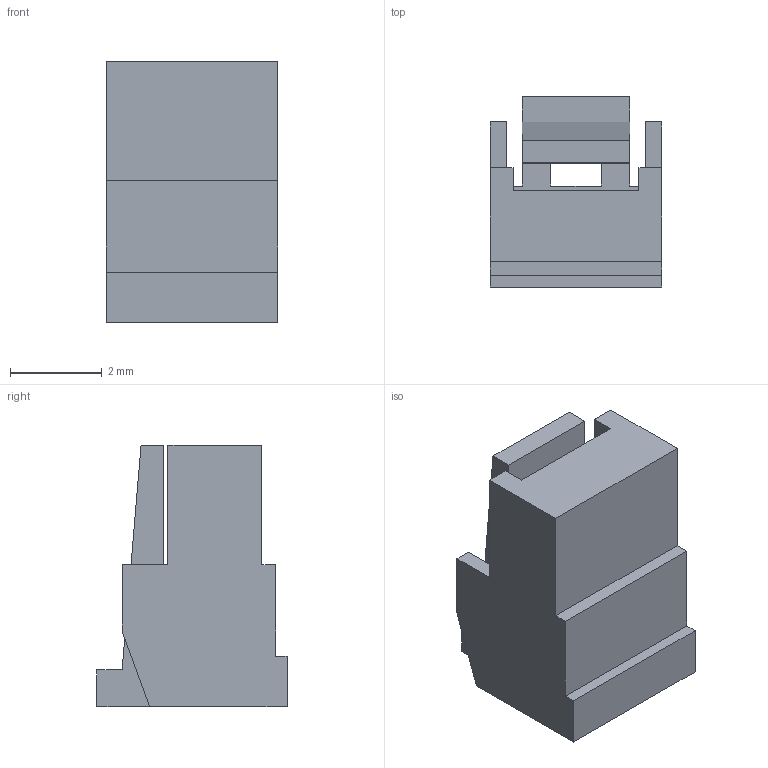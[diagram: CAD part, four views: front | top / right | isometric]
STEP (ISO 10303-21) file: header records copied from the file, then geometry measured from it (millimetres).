
FILE_DESCRIPTION (( 'STEP AP214' ), '1' );
FILE_NAME ('GHR-02V-S.STEP', '2012-02-09T01:16:34', ( ' ' ), ( ' ' ), 'SwSTEP 2.0', 'SolidWorks 2005235', '' );
FILE_SCHEMA (( 'AUTOMOTIVE_DESIGN' ));
Length unit declared in the file: millimetre
Products named in the file (1): GHR-02V-S
Bounding box: 3.75 x 4.15 x 5.7 mm (x, y, z)
Volume: 53.1 mm3; surface area: 149 mm2
Topology: 1 solids, 1 shells, 48 faces, 134 edges, 88 vertices
Faces by surface type: plane 48
Entity records: 2061 total; most frequent: CARTESIAN_POINT 271, ORIENTED_EDGE 268, DIRECTION 232, EDGE_CURVE 134, VECTOR 134, LINE 134, VERTEX_POINT 88, EDGE_LOOP 50
